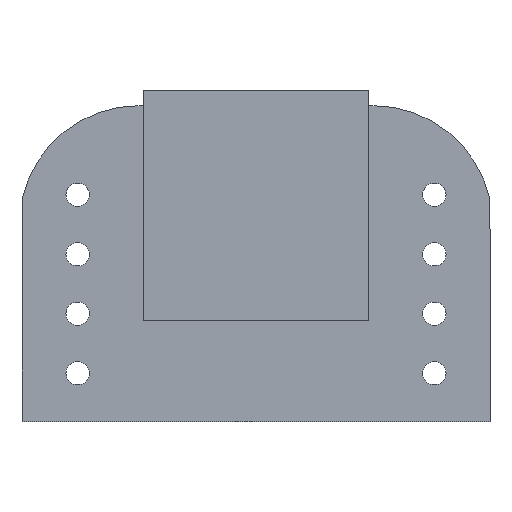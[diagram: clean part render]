
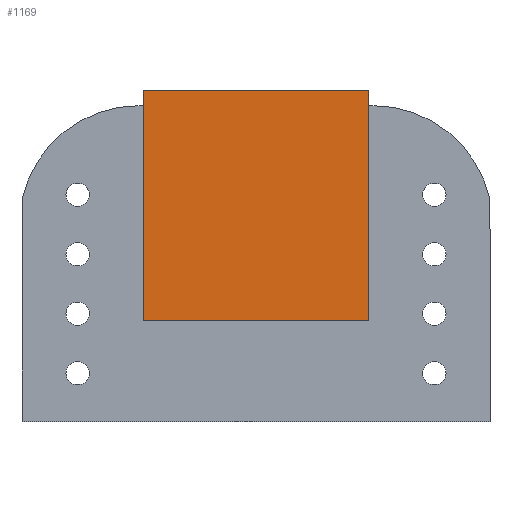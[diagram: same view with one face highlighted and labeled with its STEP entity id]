
A CAD part, top view. The second image highlights one B-rep face of the part: STEP entity #1169.
In plain terms, the highlighted planar face has unit normal (0, 0, 1).
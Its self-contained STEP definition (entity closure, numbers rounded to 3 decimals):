
#225=FACE_OUTER_BOUND('',#333,.T.);
#333=EDGE_LOOP('',(#1083,#1084,#1085,#1086));
#417=LINE('',#1945,#509);
#420=LINE('',#1951,#512);
#423=LINE('',#1957,#515);
#426=LINE('',#1961,#518);
#509=VECTOR('',#1624,10.);
#512=VECTOR('',#1629,10.);
#515=VECTOR('',#1634,10.);
#518=VECTOR('',#1639,10.);
#617=VERTEX_POINT('',#1942);
#618=VERTEX_POINT('',#1944);
#620=VERTEX_POINT('',#1950);
#622=VERTEX_POINT('',#1956);
#769=EDGE_CURVE('',#618,#617,#417,.T.);
#772=EDGE_CURVE('',#620,#618,#420,.T.);
#775=EDGE_CURVE('',#622,#620,#423,.T.);
#778=EDGE_CURVE('',#617,#622,#426,.T.);
#1083=ORIENTED_EDGE('',*,*,#778,.T.);
#1084=ORIENTED_EDGE('',*,*,#775,.T.);
#1085=ORIENTED_EDGE('',*,*,#772,.T.);
#1086=ORIENTED_EDGE('',*,*,#769,.T.);
#1113=PLANE('',#1305);
#1169=ADVANCED_FACE('',(#225),#1113,.T.);
#1305=AXIS2_PLACEMENT_3D('',#1962,#1640,#1641);
#1624=DIRECTION('',(1.,0.,0.));
#1629=DIRECTION('',(0.,-1.,0.));
#1634=DIRECTION('',(-1.,0.,0.));
#1639=DIRECTION('',(0.,1.,0.));
#1640=DIRECTION('center_axis',(0.,0.,1.));
#1641=DIRECTION('ref_axis',(1.,0.,0.));
#1942=CARTESIAN_POINT('',(54.82,-48.405,5.));
#1944=CARTESIAN_POINT('',(45.18,-48.405,5.));
#1945=CARTESIAN_POINT('',(45.18,-48.405,5.));
#1950=CARTESIAN_POINT('',(45.18,-38.555,5.));
#1951=CARTESIAN_POINT('',(45.18,-39.205,5.));
#1956=CARTESIAN_POINT('',(54.82,-38.555,5.));
#1957=CARTESIAN_POINT('',(54.82,-38.555,5.));
#1961=CARTESIAN_POINT('',(54.82,-39.205,5.));
#1962=CARTESIAN_POINT('Origin',(50.,-45.63,5.));
